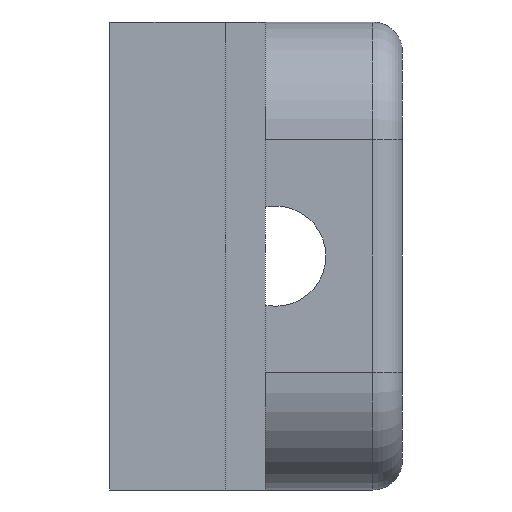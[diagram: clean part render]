
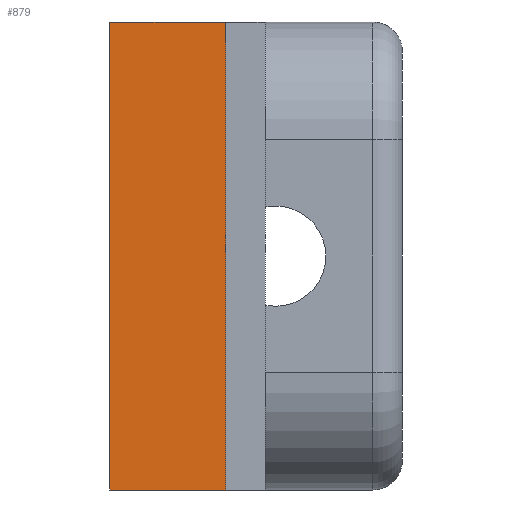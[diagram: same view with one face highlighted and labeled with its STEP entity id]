
A CAD part, left-side view. The second image highlights one B-rep face of the part: STEP entity #879.
In plain terms, the highlighted planar face has unit normal (-1, 0, 0).
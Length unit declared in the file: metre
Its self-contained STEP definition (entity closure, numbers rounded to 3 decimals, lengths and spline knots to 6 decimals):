
#154=ORIENTED_EDGE('',*,*,#388,.F.);
#155=ORIENTED_EDGE('',*,*,#396,.T.);
#156=ORIENTED_EDGE('',*,*,#397,.T.);
#157=ORIENTED_EDGE('',*,*,#369,.F.);
#369=EDGE_CURVE('',#494,#495,#571,.T.);
#388=EDGE_CURVE('',#508,#494,#587,.T.);
#396=EDGE_CURVE('',#508,#514,#591,.T.);
#397=EDGE_CURVE('',#514,#495,#592,.T.);
#494=VERTEX_POINT('',#1360);
#495=VERTEX_POINT('',#1362);
#508=VERTEX_POINT('',#1397);
#514=VERTEX_POINT('',#1413);
#571=LINE('',#1361,#656);
#587=LINE('',#1398,#672);
#591=LINE('',#1414,#676);
#592=LINE('',#1416,#677);
#656=VECTOR('',#1070,1.);
#672=VECTOR('',#1100,1.);
#676=VECTOR('',#1116,1.);
#677=VECTOR('',#1119,1.);
#727=EDGE_LOOP('',(#154,#155,#156,#157));
#794=FACE_BOUND('',#727,.T.);
#851=PLANE('',#954);
#879=ADVANCED_FACE('',(#794),#851,.T.);
#954=AXIS2_PLACEMENT_3D('',#1415,#1117,#1118);
#1070=DIRECTION('',(0.,0.,1.));
#1100=DIRECTION('',(0.,1.,0.));
#1116=DIRECTION('',(0.,0.,1.));
#1117=DIRECTION('',(-1.,0.,0.));
#1118=DIRECTION('',(0.,0.,1.));
#1119=DIRECTION('',(0.,1.,0.));
#1360=CARTESIAN_POINT('',(-0.014719,-0.013,-0.01008));
#1361=CARTESIAN_POINT('',(-0.014719,-0.013,0.000007));
#1362=CARTESIAN_POINT('',(-0.014719,-0.013,0.010093));
#1397=CARTESIAN_POINT('',(-0.014719,-0.018,-0.01008));
#1398=CARTESIAN_POINT('',(-0.014719,-0.018002,-0.01008));
#1413=CARTESIAN_POINT('',(-0.014719,-0.018,0.010093));
#1414=CARTESIAN_POINT('',(-0.014719,-0.018,0.000007));
#1415=CARTESIAN_POINT('',(-0.014719,-0.018002,0.000007));
#1416=CARTESIAN_POINT('',(-0.014719,-0.018002,0.010093));
